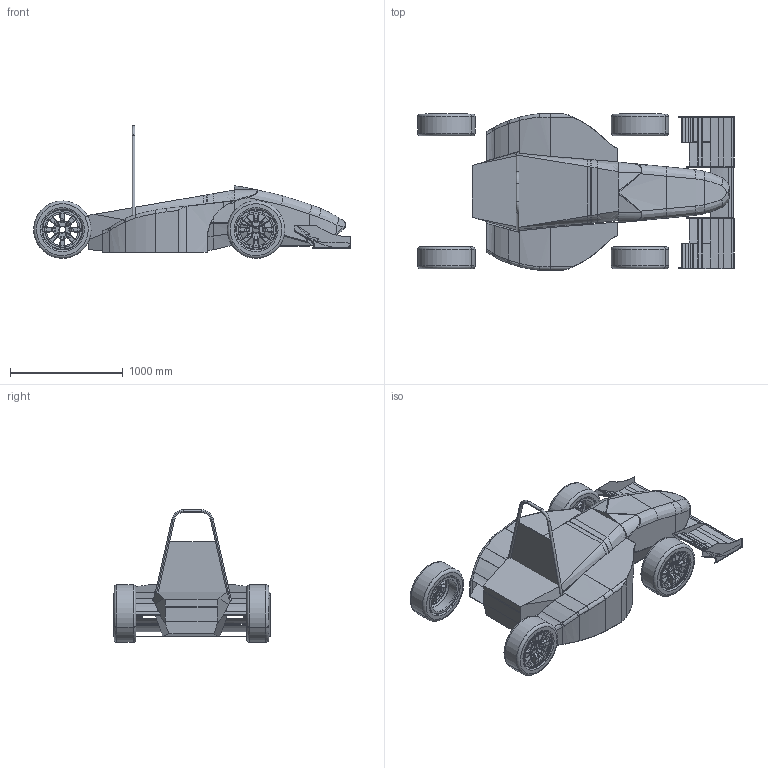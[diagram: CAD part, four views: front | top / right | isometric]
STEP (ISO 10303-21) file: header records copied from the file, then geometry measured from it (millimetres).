
FILE_DESCRIPTION(('CATIA V5 STEP Exchange'),'2;1');
FILE_NAME('2018 radiator analysis1.stp','2018-03-28T14:14:26+00:00',('none'),('none'),'CATIA Version 5 Release 17 (IN-10)','CATIA V5 STEP AP203','none');
FILE_SCHEMA(('CONFIG_CONTROL_DESIGN'));
Length unit declared in the file: millimetre
Products named in the file (6): Product1; AssyTsutsui2018; TieRodAssy; SRodEnd1.0Assy; POS 8EC.1; Fr.wing_cradle
Assembly tree (19 placements, depth 5):
  Product1
    AssyTsutsui2018
      #62  x2
      TieRodAssy
        SRodEnd1.0Assy  x2
          POS 8EC.1
    #21681
    #25410
    #29549
    #35506
    Fr.wing_cradle
      #36093  x2
      #36649
      #37025
      #39544
      #42014
      #42927
Bounding box: 2812.73 x 1390 x 1178.31 mm (x, y, z)
Volume: 522009392 mm3; surface area: 18998563.4 mm2
Topology: 19 solids, 19 shells, 1816 faces, 4693 edges, 2947 vertices
Faces by surface type: cylinder 738, plane 574, torus 240, bspline 186, cone 72, extrusion 6
Entity records: 43805 total; most frequent: CARTESIAN_POINT 19020, ORIENTED_EDGE 5894, DIRECTION 3567, EDGE_CURVE 2947, VERTEX_POINT 1849, AXIS2_PLACEMENT_3D 1629, VECTOR 1251, LINE 1245
